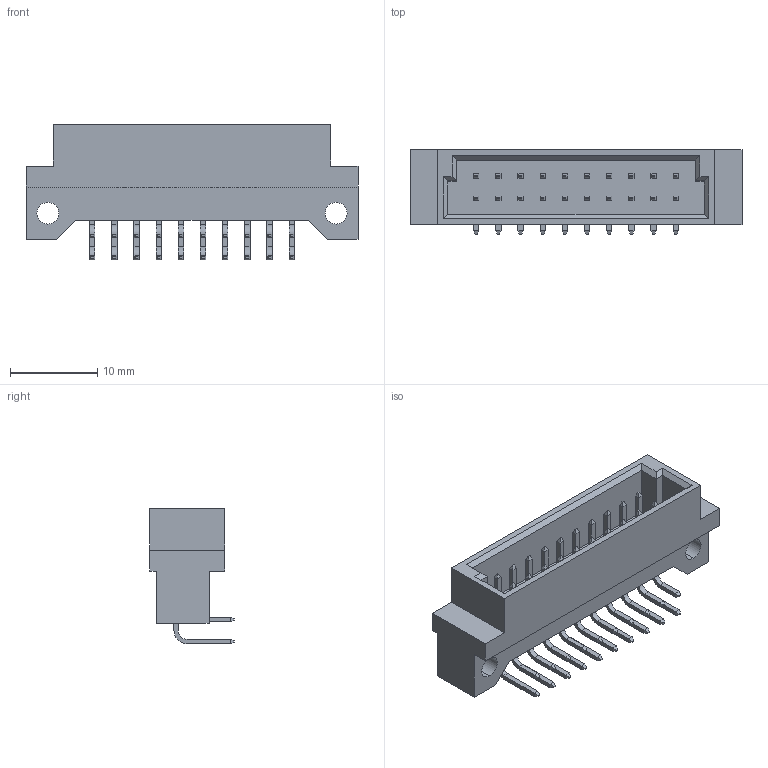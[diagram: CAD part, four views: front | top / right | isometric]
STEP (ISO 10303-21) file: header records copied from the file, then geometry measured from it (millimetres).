
FILE_DESCRIPTION (( 'STEP AP203' ), '1' );
FILE_NAME ('463-020-260-212.STEP', '2019-11-11T15:41:40', ( '' ), ( '' ), 'SwSTEP 2.0', 'SolidWorks 2020', '' );
FILE_SCHEMA (( 'CONFIG_CONTROL_DESIGN' ));
Length unit declared in the file: millimetre
Products named in the file (4): 463 Part_20; 463-290-2; 463-020-260-212; 463-290-1
Assembly tree (21 placements, depth 2):
  463-020-260-212
    463 Part_20
    463-290-1  x10
    463-290-2  x10
Bounding box: 38.04 x 9.7 x 15.53 mm (x, y, z)
Volume: 1956.1 mm3; surface area: 3129.7 mm2
Topology: 21 solids, 21 shells, 479 faces, 1140 edges, 704 vertices
Faces by surface type: plane 435, cylinder 44
Entity records: 5836 total; most frequent: CARTESIAN_POINT 871, ORIENTED_EDGE 840, DIRECTION 794, EDGE_CURVE 420, LINE 404, VECTOR 404, VERTEX_POINT 272, EDGE_LOOP 200
